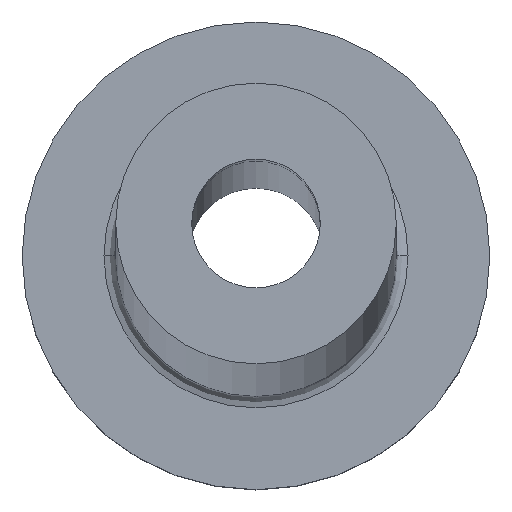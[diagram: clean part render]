
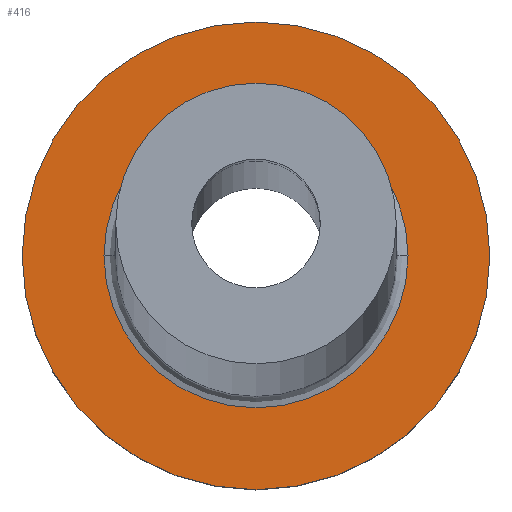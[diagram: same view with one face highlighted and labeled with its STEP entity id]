
A CAD part, top view. The second image highlights one B-rep face of the part: STEP entity #416.
In plain terms, the highlighted planar face has unit normal (0, 0, 1).
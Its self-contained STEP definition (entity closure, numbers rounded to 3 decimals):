
#3 = FACE_BOUND ( 'NONE', #264, .T. ) ;
#14 = FACE_OUTER_BOUND ( 'NONE', #208, .T. ) ;
#20 = CARTESIAN_POINT ( 'NONE',  ( 0., 0., 7. ) ) ;
#25 = CARTESIAN_POINT ( 'NONE',  ( 0., 0., 7. ) ) ;
#45 = VERTEX_POINT ( 'NONE', #144 ) ;
#53 = DIRECTION ( 'NONE',  ( 0., 0., 1. ) ) ;
#54 = DIRECTION ( 'NONE',  ( 1., 0., 0. ) ) ;
#60 = DIRECTION ( 'NONE',  ( 0., 0., 1. ) ) ;
#64 = AXIS2_PLACEMENT_3D ( 'NONE', #348, #60, #159 ) ;
#68 = CIRCLE ( 'NONE', #353, 6.5 ) ;
#75 = EDGE_CURVE ( 'NONE', #431, #446, #68, .T. ) ;
#77 = EDGE_CURVE ( 'NONE', #45, #458, #450, .T. ) ;
#98 = EDGE_CURVE ( 'NONE', #446, #431, #314, .T. ) ;
#106 = AXIS2_PLACEMENT_3D ( 'NONE', #336, #266, #54 ) ;
#134 = CARTESIAN_POINT ( 'NONE',  ( -10., 0., 7. ) ) ;
#144 = CARTESIAN_POINT ( 'NONE',  ( 10., 0., 7. ) ) ;
#154 = CARTESIAN_POINT ( 'NONE',  ( -6.5, 0., 7. ) ) ;
#159 = DIRECTION ( 'NONE',  ( 1., 0., 0. ) ) ;
#175 = ORIENTED_EDGE ( 'NONE', *, *, #98, .T. ) ;
#178 = DIRECTION ( 'NONE',  ( 0., 0., 1. ) ) ;
#200 = CARTESIAN_POINT ( 'NONE',  ( 0., 0., 7. ) ) ;
#208 = EDGE_LOOP ( 'NONE', ( #444, #357 ) ) ;
#210 = DIRECTION ( 'NONE',  ( 1., 0., 0. ) ) ;
#231 = PLANE ( 'NONE',  #271 ) ;
#245 = CIRCLE ( 'NONE', #447, 10. ) ;
#264 = EDGE_LOOP ( 'NONE', ( #175, #364 ) ) ;
#266 = DIRECTION ( 'NONE',  ( 0., 0., -1. ) ) ;
#271 = AXIS2_PLACEMENT_3D ( 'NONE', #200, #53, #338 ) ;
#275 = DIRECTION ( 'NONE',  ( 1., 0., 0. ) ) ;
#314 = CIRCLE ( 'NONE', #106, 6.5 ) ;
#336 = CARTESIAN_POINT ( 'NONE',  ( 0., 0., 7. ) ) ;
#338 = DIRECTION ( 'NONE',  ( 1., 0., 0. ) ) ;
#344 = CARTESIAN_POINT ( 'NONE',  ( 6.5, 0., 7. ) ) ;
#348 = CARTESIAN_POINT ( 'NONE',  ( 0., 0., 7. ) ) ;
#353 = AXIS2_PLACEMENT_3D ( 'NONE', #20, #379, #210 ) ;
#357 = ORIENTED_EDGE ( 'NONE', *, *, #77, .T. ) ;
#364 = ORIENTED_EDGE ( 'NONE', *, *, #75, .T. ) ;
#379 = DIRECTION ( 'NONE',  ( 0., 0., -1. ) ) ;
#416 = ADVANCED_FACE ( 'NONE', ( #3, #14 ), #231, .T. ) ;
#431 = VERTEX_POINT ( 'NONE', #154 ) ;
#444 = ORIENTED_EDGE ( 'NONE', *, *, #455, .T. ) ;
#446 = VERTEX_POINT ( 'NONE', #344 ) ;
#447 = AXIS2_PLACEMENT_3D ( 'NONE', #25, #178, #275 ) ;
#450 = CIRCLE ( 'NONE', #64, 10. ) ;
#455 = EDGE_CURVE ( 'NONE', #458, #45, #245, .T. ) ;
#458 = VERTEX_POINT ( 'NONE', #134 ) ;
